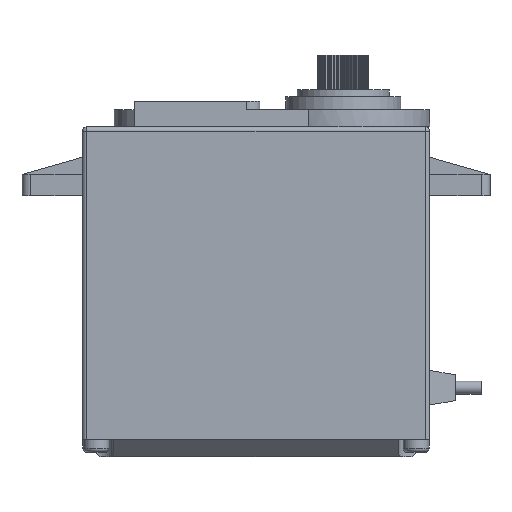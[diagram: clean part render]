
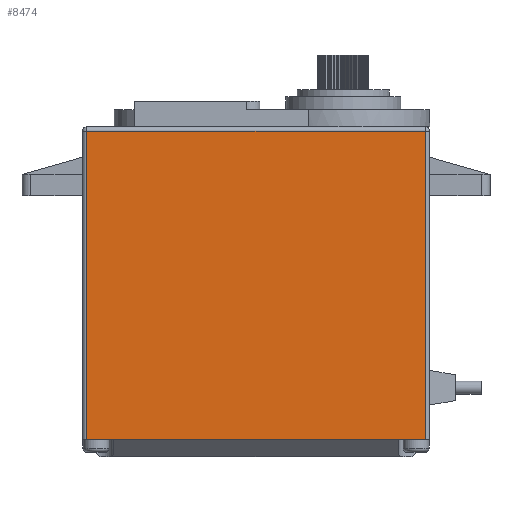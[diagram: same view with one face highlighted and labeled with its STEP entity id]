
A CAD part, front view. The second image highlights one B-rep face of the part: STEP entity #8474.
In plain terms, the highlighted planar face has unit normal (0, -1, 0).
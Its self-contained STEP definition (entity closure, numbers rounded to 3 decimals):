
#267=PLANE('',#9001);
#671=FACE_OUTER_BOUND('',#1128,.T.);
#1128=EDGE_LOOP('',(#6111,#6112,#6113,#6114,#6115,#6116));
#1575=LINE('',#11749,#2596);
#1587=LINE('',#11791,#2608);
#1604=LINE('',#11848,#2625);
#1607=LINE('',#11854,#2628);
#1618=LINE('',#11892,#2639);
#1620=LINE('',#11896,#2641);
#2596=VECTOR('',#9614,10.);
#2608=VECTOR('',#9658,10.);
#2625=VECTOR('',#9713,10.);
#2628=VECTOR('',#9720,10.);
#2639=VECTOR('',#9773,10.);
#2641=VECTOR('',#9779,10.);
#3708=VERTEX_POINT('',#11746);
#3709=VERTEX_POINT('',#11748);
#3721=VERTEX_POINT('',#11783);
#3723=VERTEX_POINT('',#11789);
#3744=VERTEX_POINT('',#11847);
#3750=VERTEX_POINT('',#11885);
#4592=EDGE_CURVE('',#3708,#3709,#1575,.T.);
#4613=EDGE_CURVE('',#3723,#3721,#1587,.T.);
#4640=EDGE_CURVE('',#3709,#3744,#1604,.T.);
#4644=EDGE_CURVE('',#3721,#3708,#1607,.T.);
#4666=EDGE_CURVE('',#3750,#3723,#1618,.T.);
#4668=EDGE_CURVE('',#3744,#3750,#1620,.T.);
#6111=ORIENTED_EDGE('',*,*,#4640,.F.);
#6112=ORIENTED_EDGE('',*,*,#4592,.F.);
#6113=ORIENTED_EDGE('',*,*,#4644,.F.);
#6114=ORIENTED_EDGE('',*,*,#4613,.F.);
#6115=ORIENTED_EDGE('',*,*,#4666,.F.);
#6116=ORIENTED_EDGE('',*,*,#4668,.F.);
#8474=ADVANCED_FACE('',(#671),#267,.T.);
#9001=AXIS2_PLACEMENT_3D('',#11906,#9795,#9796);
#9614=DIRECTION('',(-1.,0.,0.));
#9658=DIRECTION('',(-1.,0.,0.));
#9713=DIRECTION('',(0.,0.,1.));
#9720=DIRECTION('',(-1.,0.,0.));
#9773=DIRECTION('',(0.,0.,-1.));
#9779=DIRECTION('',(1.,0.,0.));
#9795=DIRECTION('center_axis',(0.,-1.,0.));
#9796=DIRECTION('ref_axis',(1.,0.,0.));
#11746=CARTESIAN_POINT('',(-16.539,-13.175,0.593));
#11748=CARTESIAN_POINT('',(-19.6,-13.175,0.593));
#11749=CARTESIAN_POINT('',(-10.05,-13.175,0.593));
#11783=CARTESIAN_POINT('',(16.539,-13.175,0.593));
#11789=CARTESIAN_POINT('',(19.6,-13.175,0.593));
#11791=CARTESIAN_POINT('',(-10.05,-13.175,0.593));
#11847=CARTESIAN_POINT('',(-19.6,-13.175,36.293));
#11848=CARTESIAN_POINT('',(-19.6,-13.175,-1.407));
#11854=CARTESIAN_POINT('',(-10.05,-13.175,0.593));
#11885=CARTESIAN_POINT('',(19.6,-13.175,36.293));
#11892=CARTESIAN_POINT('',(19.6,-13.175,-1.407));
#11896=CARTESIAN_POINT('',(-10.05,-13.175,36.293));
#11906=CARTESIAN_POINT('Origin',(-20.1,-13.175,-1.407));
